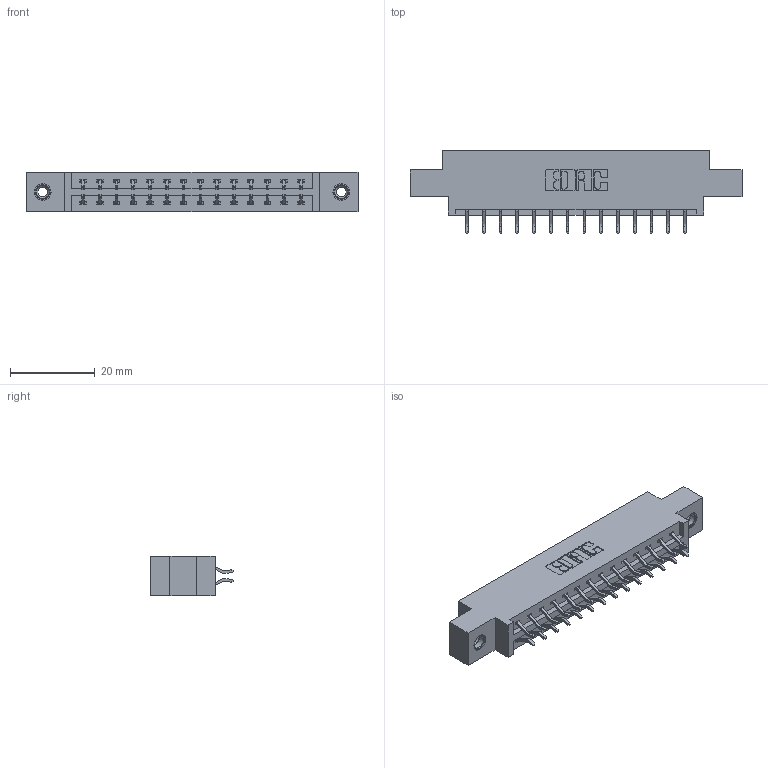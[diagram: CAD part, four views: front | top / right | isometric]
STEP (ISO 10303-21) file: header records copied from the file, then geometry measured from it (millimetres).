
FILE_DESCRIPTION (( 'STEP AP203' ), '1' );
FILE_NAME ('387-028-556-808.STEP', '2019-10-16T22:53:19', ( '' ), ( '' ), 'SwSTEP 2.0', 'SolidWorks 2016', '' );
FILE_SCHEMA (( 'CONFIG_CONTROL_DESIGN' ));
Length unit declared in the file: inch
Products named in the file (4): 345-292-001_556 Tail; 387-028-556-808; 345-250-001_345-250-003-102; 337 Part_0.170 Offset - 0.156 Dia-TI
Assembly tree (31 placements, depth 2):
  387-028-556-808
    337 Part_0.170 Offset - 0.156 Dia-TI
    345-292-001_556 Tail  x28
    345-250-001_345-250-003-102  x2
Bounding box: 78.49 x 19.57 x 9.4 mm (x, y, z)
Volume: 7773.6 mm3; surface area: 8618.3 mm2
Topology: 31 solids, 31 shells, 1858 faces, 5471 edges, 3602 vertices
Faces by surface type: plane 1282, cylinder 560, cone 12, torus 4
Entity records: 16014 total; most frequent: CARTESIAN_POINT 2717, ORIENTED_EDGE 2634, DIRECTION 2383, EDGE_CURVE 1317, LINE 1161, VECTOR 1161, VERTEX_POINT 872, AXIS2_PLACEMENT_3D 611
